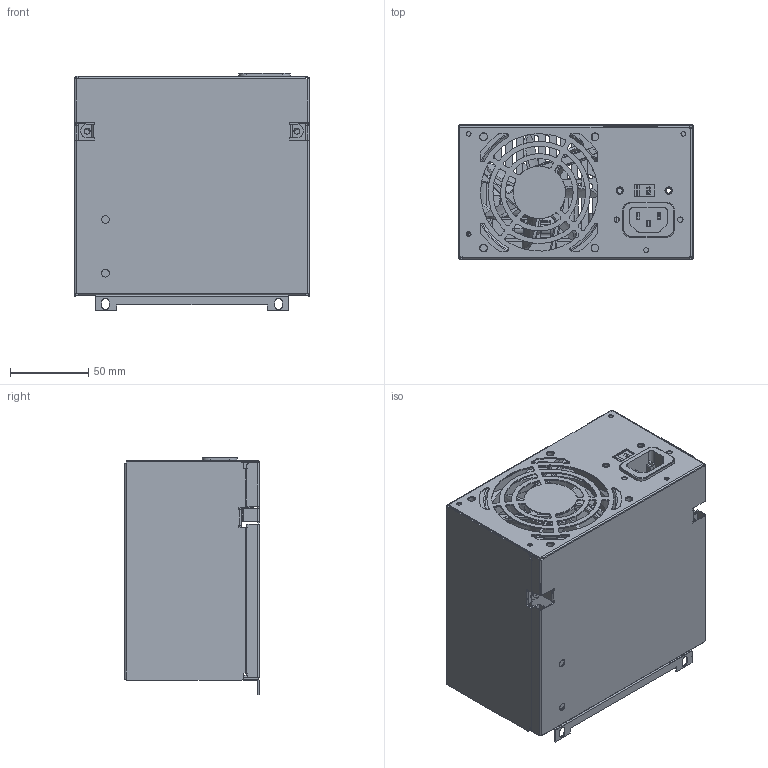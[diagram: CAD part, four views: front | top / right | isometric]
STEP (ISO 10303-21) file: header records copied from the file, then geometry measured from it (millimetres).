
FILE_DESCRIPTION (( 'STEP AP203' ), '1' );
FILE_NAME ('powersupplyassemblyap203.step', '2010-01-12T18:06:55', ( 'alvares' ), ( '' ), 'SwSTEP 2.0', 'SolidWorks 2007', '' );
FILE_SCHEMA (( 'CONFIG_CONTROL_DESIGN' ));
Products named in the file (7): powersupplyassemblyap203; Voltage Switch; Chassis; PCB; AC Connector; Fan; Chassis Cover
Assembly tree (6 placements, depth 2):
  powersupplyassemblyap203
    Chassis
    Fan
    AC Connector
    Voltage Switch
    PCB
    Chassis Cover
Bounding box: 150.11 x 85.88 x 152.02 mm (x, y, z)
Volume: 275223.2 mm3; surface area: 302866.9 mm2
Topology: 6 solids, 6 shells, 1972 faces, 5466 edges, 3516 vertices
Faces by surface type: plane 1001, cylinder 814, torus 102, bspline 35, cone 20
Entity records: 66631 total; most frequent: CARTESIAN_POINT 13753, ORIENTED_EDGE 10932, DIRECTION 10931, EDGE_CURVE 5466, AXIS2_PLACEMENT_3D 3768, VERTEX_POINT 3516, VECTOR 3395, LINE 3395
